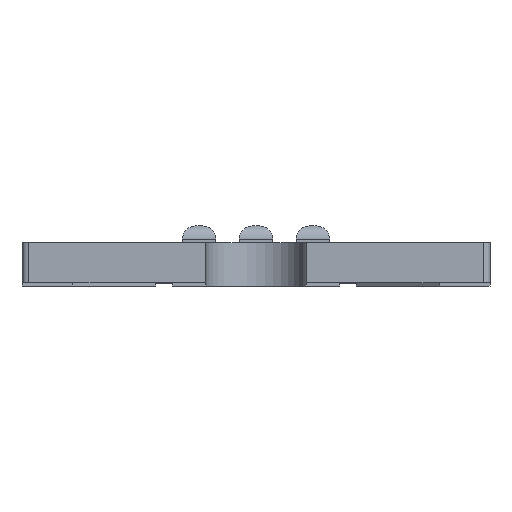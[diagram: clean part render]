
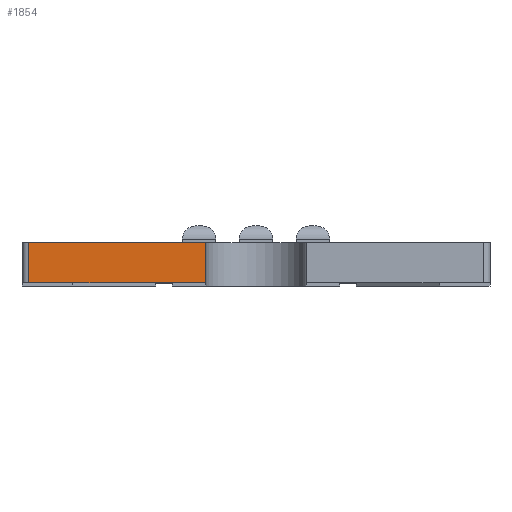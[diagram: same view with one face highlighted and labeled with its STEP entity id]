
A CAD part, front view. The second image highlights one B-rep face of the part: STEP entity #1854.
In plain terms, the highlighted planar face has unit normal (0, -1, 0).
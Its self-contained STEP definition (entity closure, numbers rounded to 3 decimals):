
#46=PLANE('',#1983);
#138=FACE_OUTER_BOUND('',#239,.T.);
#239=EDGE_LOOP('',(#1301,#1302,#1303,#1304,#1305));
#372=LINE('',#2687,#600);
#374=LINE('',#2693,#602);
#375=LINE('',#2695,#603);
#376=LINE('',#2697,#604);
#377=LINE('',#2698,#605);
#600=VECTOR('',#2191,10.);
#602=VECTOR('',#2197,10.);
#603=VECTOR('',#2198,10.);
#604=VECTOR('',#2199,10.);
#605=VECTOR('',#2200,10.);
#823=VERTEX_POINT('',#2684);
#824=VERTEX_POINT('',#2686);
#826=VERTEX_POINT('',#2692);
#827=VERTEX_POINT('',#2694);
#828=VERTEX_POINT('',#2696);
#1005=EDGE_CURVE('',#823,#824,#372,.T.);
#1008=EDGE_CURVE('',#826,#823,#374,.T.);
#1009=EDGE_CURVE('',#827,#826,#375,.T.);
#1010=EDGE_CURVE('',#827,#828,#376,.T.);
#1011=EDGE_CURVE('',#828,#824,#377,.T.);
#1301=ORIENTED_EDGE('',*,*,#1005,.F.);
#1302=ORIENTED_EDGE('',*,*,#1008,.F.);
#1303=ORIENTED_EDGE('',*,*,#1009,.F.);
#1304=ORIENTED_EDGE('',*,*,#1010,.T.);
#1305=ORIENTED_EDGE('',*,*,#1011,.T.);
#1854=ADVANCED_FACE('',(#138),#46,.T.);
#1983=AXIS2_PLACEMENT_3D('',#2691,#2195,#2196);
#2191=DIRECTION('',(0.,0.,1.));
#2195=DIRECTION('center_axis',(0.,-1.,0.));
#2196=DIRECTION('ref_axis',(-1.,0.,0.));
#2197=DIRECTION('',(-1.,0.,0.));
#2198=DIRECTION('',(-1.,0.,0.));
#2199=DIRECTION('',(0.,0.,1.));
#2200=DIRECTION('',(-1.,0.,0.));
#2684=CARTESIAN_POINT('',(-0.68,-0.85,0.01));
#2686=CARTESIAN_POINT('',(-0.68,-0.85,0.13));
#2687=CARTESIAN_POINT('',(-0.68,-0.85,0.13));
#2691=CARTESIAN_POINT('Origin',(0.7,-0.85,0.13));
#2692=CARTESIAN_POINT('',(-0.25,-0.85,0.01));
#2693=CARTESIAN_POINT('',(0.7,-0.85,0.01));
#2694=CARTESIAN_POINT('',(-0.15,-0.85,0.01));
#2695=CARTESIAN_POINT('',(0.35,-0.85,0.01));
#2696=CARTESIAN_POINT('',(-0.15,-0.85,0.13));
#2697=CARTESIAN_POINT('',(-0.15,-0.85,0.01));
#2698=CARTESIAN_POINT('',(0.7,-0.85,0.13));
